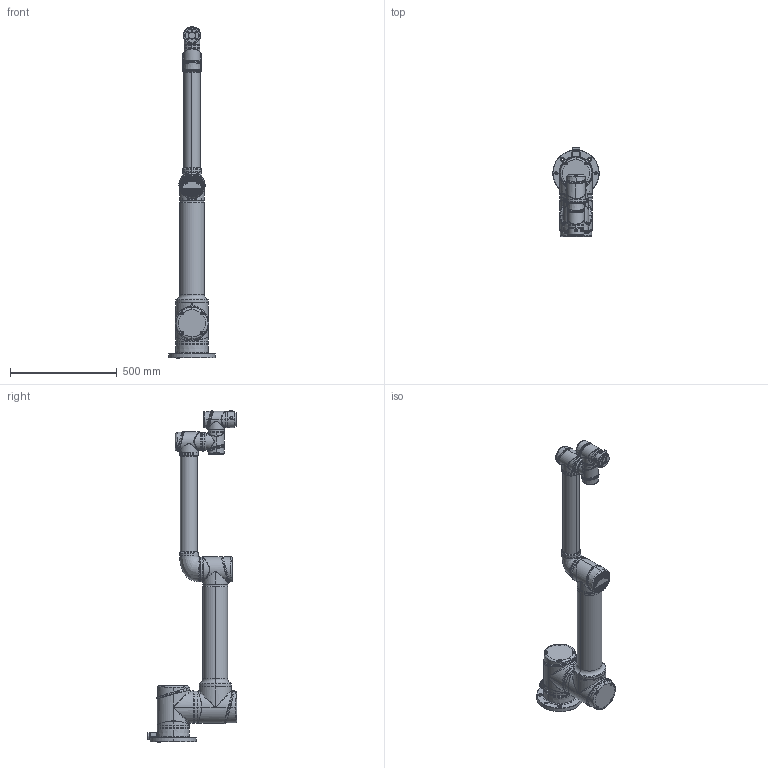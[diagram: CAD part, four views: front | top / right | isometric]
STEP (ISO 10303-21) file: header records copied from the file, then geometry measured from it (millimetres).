
FILE_DESCRIPTION (( 'STEP AP214' ), '1' );
FILE_NAME ('i10H.STEP', '2024-10-22T06:30:13', ( '' ), ( '' ), 'SwSTEP 2.0', 'SolidWorks 2022', '' );
FILE_SCHEMA (( 'AUTOMOTIVE_DESIGN' ));
Length unit declared in the file: millimetre
Products named in the file (8): i10-大臂; i10-ID5; iS7-末端（简化a）; i10-底座; i10-ID6; i10-小臂; i10H; i10-ID1
Assembly tree (7 placements, depth 2):
  i10H
    i10-底座
    i10-ID1
    i10-大臂
    i10-小臂
    i10-ID5
    i10-ID6
    iS7-末端（简化a）
Bounding box: 217.97 x 419.8 x 1558 mm (x, y, z)
Volume: 22473874.8 mm3; surface area: 1138939.6 mm2
Topology: 13 solids, 29 shells, 2808 faces, 6729 edges, 4101 vertices
Faces by surface type: plane 1069, cylinder 704, bspline 590, cone 335, torus 98, sphere 12
Entity records: 177033 total; most frequent: CARTESIAN_POINT 89697, ORIENTED_EDGE 13328, DIRECTION 11961, EDGE_CURVE 6664, AXIS2_PLACEMENT_3D 4585, VERTEX_POINT 4100, EDGE_LOOP 3018, ADVANCED_FACE 2808
